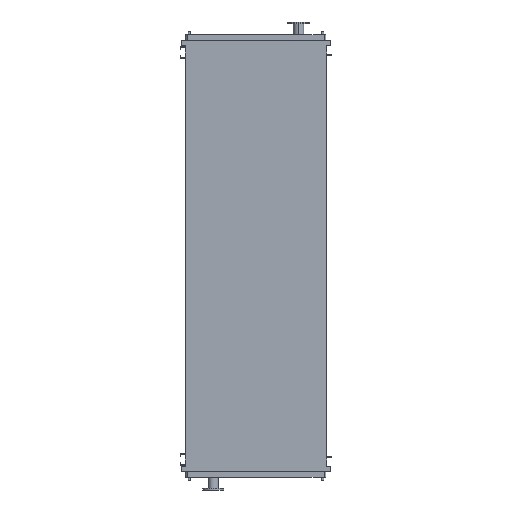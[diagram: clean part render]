
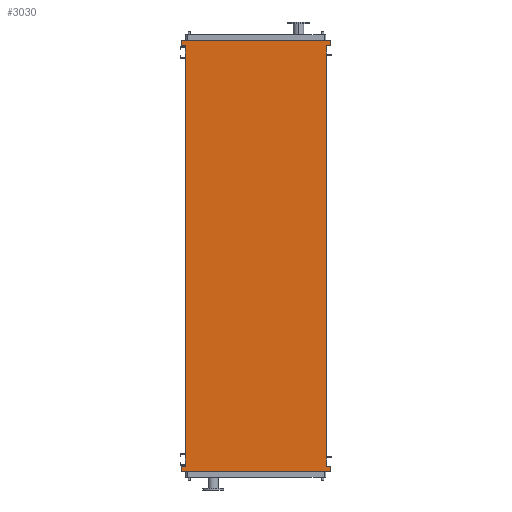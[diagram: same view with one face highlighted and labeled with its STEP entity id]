
A CAD part, front view. The second image highlights one B-rep face of the part: STEP entity #3030.
In plain terms, the highlighted planar face has unit normal (0, -1, 0).
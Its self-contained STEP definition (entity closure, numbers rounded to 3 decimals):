
#151 = VERTEX_POINT ( 'NONE', #5122 ) ;
#194 = EDGE_CURVE ( 'NONE', #8240, #4391, #4492, .T. ) ;
#214 = ORIENTED_EDGE ( 'NONE', *, *, #4753, .F. ) ;
#272 = CARTESIAN_POINT ( 'NONE',  ( -771., 0., 95. ) ) ;
#841 = DIRECTION ( 'NONE',  ( 0., 0., -1. ) ) ;
#866 = LINE ( 'NONE', #4810, #3993 ) ;
#1024 = ORIENTED_EDGE ( 'NONE', *, *, #3333, .F. ) ;
#1072 = LINE ( 'NONE', #9900, #10371 ) ;
#1073 = DIRECTION ( 'NONE',  ( 0., 0., 1. ) ) ;
#1319 = VECTOR ( 'NONE', #5961, 1000. ) ;
#1327 = CARTESIAN_POINT ( 'NONE',  ( 725., 0., 43. ) ) ;
#1352 = EDGE_CURVE ( 'NONE', #2047, #4670, #2035, .T. ) ;
#1415 = DIRECTION ( 'NONE',  ( 0., 0., -1. ) ) ;
#1448 = DIRECTION ( 'NONE',  ( -1., 0., 0. ) ) ;
#1464 = VECTOR ( 'NONE', #1448, 1000. ) ;
#1788 = VERTEX_POINT ( 'NONE', #7569 ) ;
#1940 = DIRECTION ( 'NONE',  ( -1., 0., 0. ) ) ;
#2021 = EDGE_CURVE ( 'NONE', #7114, #8714, #11768, .T. ) ;
#2035 = LINE ( 'NONE', #11711, #1319 ) ;
#2047 = VERTEX_POINT ( 'NONE', #272 ) ;
#2067 = CARTESIAN_POINT ( 'NONE',  ( -771., 0., 43. ) ) ;
#2391 = FACE_OUTER_BOUND ( 'NONE', #5912, .T. ) ;
#2523 = CARTESIAN_POINT ( 'NONE',  ( -771., 0., -4293. ) ) ;
#2717 = EDGE_CURVE ( 'NONE', #7480, #12428, #11739, .T. ) ;
#2927 = ORIENTED_EDGE ( 'NONE', *, *, #3606, .T. ) ;
#2985 = VECTOR ( 'NONE', #5964, 1000. ) ;
#3030 = ADVANCED_FACE ( 'NONE', ( #2391 ), #7419, .T. ) ;
#3167 = CARTESIAN_POINT ( 'NONE',  ( 725., 0., -4250. ) ) ;
#3198 = VECTOR ( 'NONE', #1940, 1000. ) ;
#3271 = CARTESIAN_POINT ( 'NONE',  ( -771., 0., -4345. ) ) ;
#3333 = EDGE_CURVE ( 'NONE', #4391, #1788, #9901, .T. ) ;
#3606 = EDGE_CURVE ( 'NONE', #7411, #12428, #4126, .T. ) ;
#3846 = VECTOR ( 'NONE', #4189, 1000. ) ;
#3987 = VECTOR ( 'NONE', #11356, 1000. ) ;
#3993 = VECTOR ( 'NONE', #8738, 1000. ) ;
#4001 = CARTESIAN_POINT ( 'NONE',  ( -725., 0., 43. ) ) ;
#4126 = LINE ( 'NONE', #3167, #3846 ) ;
#4189 = DIRECTION ( 'NONE',  ( 0., 0., 1. ) ) ;
#4391 = VERTEX_POINT ( 'NONE', #6227 ) ;
#4492 = LINE ( 'NONE', #10283, #1464 ) ;
#4560 = CARTESIAN_POINT ( 'NONE',  ( 771., 0., 95. ) ) ;
#4594 = ORIENTED_EDGE ( 'NONE', *, *, #1352, .F. ) ;
#4670 = VERTEX_POINT ( 'NONE', #4560 ) ;
#4753 = EDGE_CURVE ( 'NONE', #4670, #7480, #866, .T. ) ;
#4810 = CARTESIAN_POINT ( 'NONE',  ( 771., 0., 43. ) ) ;
#5122 = CARTESIAN_POINT ( 'NONE',  ( 771., 0., -4293. ) ) ;
#5451 = LINE ( 'NONE', #9376, #6032 ) ;
#5912 = EDGE_LOOP ( 'NONE', ( #2927, #10780, #214, #4594, #10781, #9758, #6803, #10829, #1024, #11568, #11428, #8191 ) ) ;
#5961 = DIRECTION ( 'NONE',  ( 1., 0., 0. ) ) ;
#5964 = DIRECTION ( 'NONE',  ( 0., 0., 1. ) ) ;
#6032 = VECTOR ( 'NONE', #11186, 1000. ) ;
#6227 = CARTESIAN_POINT ( 'NONE',  ( -771., 0., -4345. ) ) ;
#6803 = ORIENTED_EDGE ( 'NONE', *, *, #2021, .F. ) ;
#6867 = CARTESIAN_POINT ( 'NONE',  ( -725., 0., -4250. ) ) ;
#7114 = VERTEX_POINT ( 'NONE', #12027 ) ;
#7207 = EDGE_CURVE ( 'NONE', #7512, #2047, #5451, .T. ) ;
#7411 = VERTEX_POINT ( 'NONE', #7772 ) ;
#7419 = PLANE ( 'NONE',  #7740 ) ;
#7480 = VERTEX_POINT ( 'NONE', #7575 ) ;
#7512 = VERTEX_POINT ( 'NONE', #2067 ) ;
#7569 = CARTESIAN_POINT ( 'NONE',  ( -771., 0., -4293. ) ) ;
#7575 = CARTESIAN_POINT ( 'NONE',  ( 771., 0., 43. ) ) ;
#7625 = EDGE_CURVE ( 'NONE', #151, #8240, #9668, .T. ) ;
#7740 = AXIS2_PLACEMENT_3D ( 'NONE', #12325, #10245, #1415 ) ;
#7772 = CARTESIAN_POINT ( 'NONE',  ( 725., 0., -4293. ) ) ;
#7854 = EDGE_CURVE ( 'NONE', #1788, #7114, #12328, .T. ) ;
#7917 = DIRECTION ( 'NONE',  ( -1., 0., 0. ) ) ;
#8191 = ORIENTED_EDGE ( 'NONE', *, *, #9969, .F. ) ;
#8240 = VERTEX_POINT ( 'NONE', #10729 ) ;
#8714 = VERTEX_POINT ( 'NONE', #4001 ) ;
#8738 = DIRECTION ( 'NONE',  ( 0., 0., -1. ) ) ;
#9336 = VECTOR ( 'NONE', #841, 1000. ) ;
#9376 = CARTESIAN_POINT ( 'NONE',  ( -771., 0., 95. ) ) ;
#9668 = LINE ( 'NONE', #10772, #9336 ) ;
#9738 = VECTOR ( 'NONE', #10639, 1000. ) ;
#9758 = ORIENTED_EDGE ( 'NONE', *, *, #10094, .F. ) ;
#9900 = CARTESIAN_POINT ( 'NONE',  ( -771., 0., 43. ) ) ;
#9901 = LINE ( 'NONE', #3271, #11247 ) ;
#9969 = EDGE_CURVE ( 'NONE', #7411, #151, #11547, .T. ) ;
#10094 = EDGE_CURVE ( 'NONE', #8714, #7512, #1072, .T. ) ;
#10245 = DIRECTION ( 'NONE',  ( 0., -1., 0. ) ) ;
#10283 = CARTESIAN_POINT ( 'NONE',  ( 771., 0., -4345. ) ) ;
#10371 = VECTOR ( 'NONE', #7917, 1000. ) ;
#10639 = DIRECTION ( 'NONE',  ( 1., 0., 0. ) ) ;
#10729 = CARTESIAN_POINT ( 'NONE',  ( 771., 0., -4345. ) ) ;
#10755 = CARTESIAN_POINT ( 'NONE',  ( 725., 0., -4293. ) ) ;
#10769 = CARTESIAN_POINT ( 'NONE',  ( 725., 0., 43. ) ) ;
#10772 = CARTESIAN_POINT ( 'NONE',  ( 771., 0., -4293. ) ) ;
#10780 = ORIENTED_EDGE ( 'NONE', *, *, #2717, .F. ) ;
#10781 = ORIENTED_EDGE ( 'NONE', *, *, #7207, .F. ) ;
#10829 = ORIENTED_EDGE ( 'NONE', *, *, #7854, .F. ) ;
#11186 = DIRECTION ( 'NONE',  ( 0., 0., 1. ) ) ;
#11247 = VECTOR ( 'NONE', #1073, 1000. ) ;
#11356 = DIRECTION ( 'NONE',  ( 1., 0., 0. ) ) ;
#11428 = ORIENTED_EDGE ( 'NONE', *, *, #7625, .F. ) ;
#11547 = LINE ( 'NONE', #10755, #9738 ) ;
#11568 = ORIENTED_EDGE ( 'NONE', *, *, #194, .F. ) ;
#11711 = CARTESIAN_POINT ( 'NONE',  ( 771., 0., 95. ) ) ;
#11739 = LINE ( 'NONE', #10769, #3198 ) ;
#11768 = LINE ( 'NONE', #6867, #2985 ) ;
#12027 = CARTESIAN_POINT ( 'NONE',  ( -725., 0., -4293. ) ) ;
#12325 = CARTESIAN_POINT ( 'NONE',  ( -725., 0., -4250. ) ) ;
#12328 = LINE ( 'NONE', #2523, #3987 ) ;
#12428 = VERTEX_POINT ( 'NONE', #1327 ) ;
